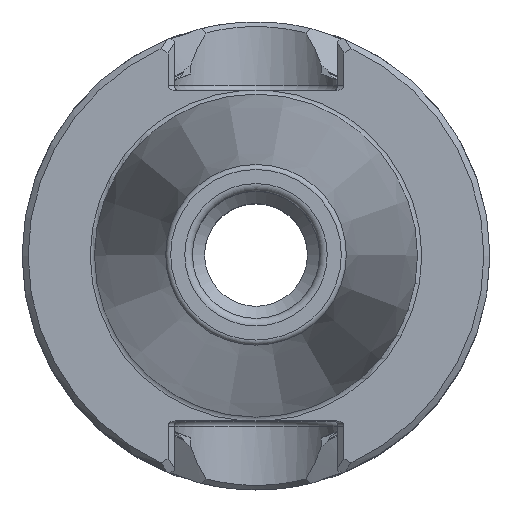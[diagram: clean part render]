
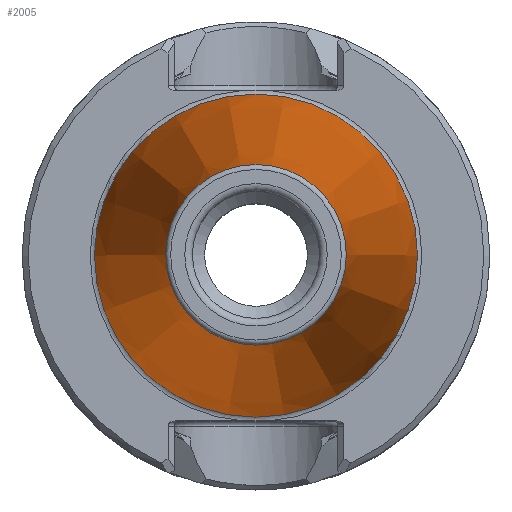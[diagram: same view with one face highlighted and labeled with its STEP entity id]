
A CAD part, top view. The second image highlights one B-rep face of the part: STEP entity #2005.
In plain terms, the highlighted conical face has half-angle 8.297 degrees and reference radius 8.879 mm.
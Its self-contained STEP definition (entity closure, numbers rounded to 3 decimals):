
#275=CONICAL_SURFACE('',#2107,8.879,0.145);
#299=ORIENTED_EDGE('',*,*,#717,.T.);
#300=ORIENTED_EDGE('',*,*,#716,.F.);
#716=EDGE_CURVE('',#926,#926,#1070,.T.);
#717=EDGE_CURVE('',#927,#927,#1071,.T.);
#926=VERTEX_POINT('',#2643);
#927=VERTEX_POINT('',#2646);
#1070=CIRCLE('',#2106,8.879);
#1071=CIRCLE('',#2108,15.876);
#1129=EDGE_LOOP('',(#299));
#1130=EDGE_LOOP('',(#300));
#1241=FACE_BOUND('',#1129,.T.);
#1242=FACE_BOUND('',#1130,.T.);
#2005=ADVANCED_FACE('',(#1241,#1242),#275,.T.);
#2106=AXIS2_PLACEMENT_3D('',#2642,#2276,#2277);
#2107=AXIS2_PLACEMENT_3D('',#2644,#2278,#2279);
#2108=AXIS2_PLACEMENT_3D('',#2645,#2280,#2281);
#2276=DIRECTION('',(0.,0.,1.));
#2277=DIRECTION('',(1.,0.,0.));
#2278=DIRECTION('',(0.,0.,-1.));
#2279=DIRECTION('',(-1.,0.,0.));
#2280=DIRECTION('',(0.,0.,1.));
#2281=DIRECTION('',(1.,0.,0.));
#2642=CARTESIAN_POINT('',(0.,0.,47.972));
#2643=CARTESIAN_POINT('',(8.879,0.,47.972));
#2644=CARTESIAN_POINT('',(0.,0.,47.972));
#2645=CARTESIAN_POINT('',(0.,0.,-0.009));
#2646=CARTESIAN_POINT('',(15.876,0.,-0.009));
